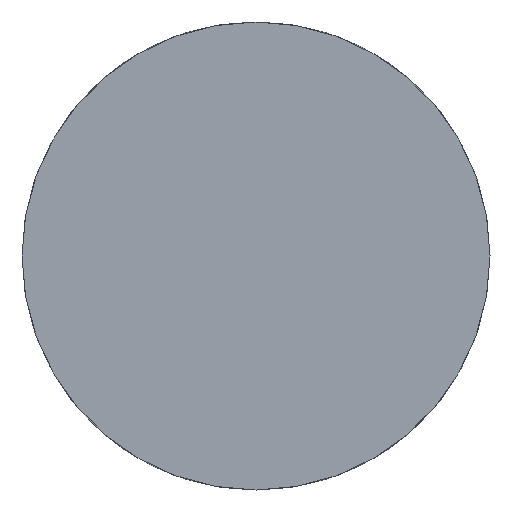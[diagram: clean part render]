
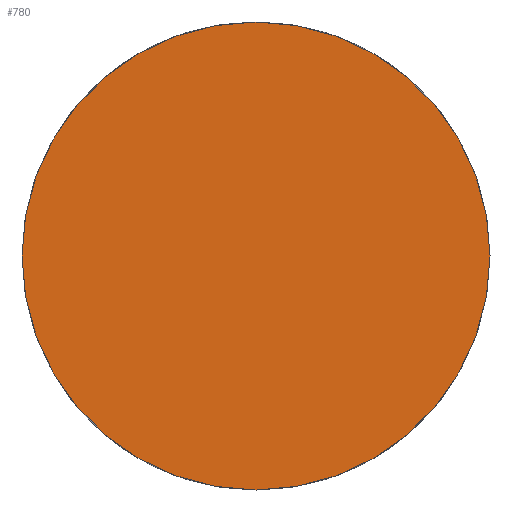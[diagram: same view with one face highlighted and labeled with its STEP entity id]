
A CAD part, front view. The second image highlights one B-rep face of the part: STEP entity #780.
In plain terms, the highlighted planar face has unit normal (0, 1, 0).
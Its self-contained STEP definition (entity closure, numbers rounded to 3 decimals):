
#50 = DIRECTION ( 'NONE',  ( 0., 1., 0. ) ) ;
#144 = AXIS2_PLACEMENT_3D ( 'NONE', #2167, #186, #771 ) ;
#186 = DIRECTION ( 'NONE',  ( 0., 1., 0. ) ) ;
#249 = PLANE ( 'NONE',  #1554 ) ;
#359 = VERTEX_POINT ( 'NONE', #1905 ) ;
#441 = AXIS2_PLACEMENT_3D ( 'NONE', #1464, #1673, #476 ) ;
#476 = DIRECTION ( 'NONE',  ( 0., 0., 1. ) ) ;
#538 = EDGE_CURVE ( 'NONE', #1948, #359, #1826, .T. ) ;
#556 = CARTESIAN_POINT ( 'NONE',  ( 0., 0., -20. ) ) ;
#628 = DIRECTION ( 'NONE',  ( 0., 0., 1. ) ) ;
#771 = DIRECTION ( 'NONE',  ( 0., 0., 1. ) ) ;
#780 = ADVANCED_FACE ( 'NONE', ( #1770 ), #249, .T. ) ;
#1038 = ORIENTED_EDGE ( 'NONE', *, *, #538, .T. ) ;
#1464 = CARTESIAN_POINT ( 'NONE',  ( 0., 0., 0. ) ) ;
#1554 = AXIS2_PLACEMENT_3D ( 'NONE', #1849, #50, #628 ) ;
#1673 = DIRECTION ( 'NONE',  ( 0., 1., 0. ) ) ;
#1770 = FACE_OUTER_BOUND ( 'NONE', #2109, .T. ) ;
#1799 = CIRCLE ( 'NONE', #144, 20. ) ;
#1826 = CIRCLE ( 'NONE', #441, 20. ) ;
#1849 = CARTESIAN_POINT ( 'NONE',  ( 0., 0., 0. ) ) ;
#1883 = ORIENTED_EDGE ( 'NONE', *, *, #1998, .T. ) ;
#1905 = CARTESIAN_POINT ( 'NONE',  ( 0., 0., 20. ) ) ;
#1948 = VERTEX_POINT ( 'NONE', #556 ) ;
#1998 = EDGE_CURVE ( 'NONE', #359, #1948, #1799, .T. ) ;
#2109 = EDGE_LOOP ( 'NONE', ( #1883, #1038 ) ) ;
#2167 = CARTESIAN_POINT ( 'NONE',  ( 0., 0., 0. ) ) ;
